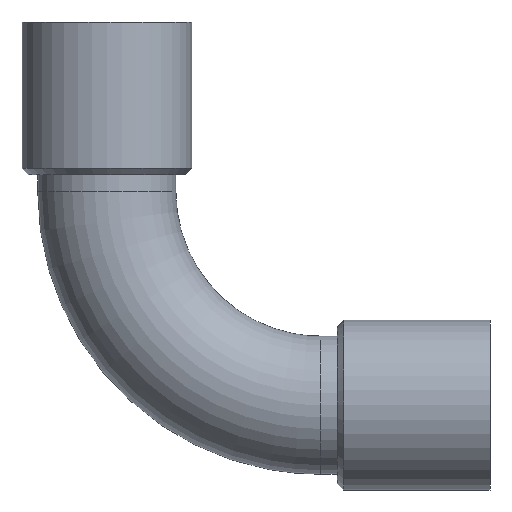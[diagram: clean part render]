
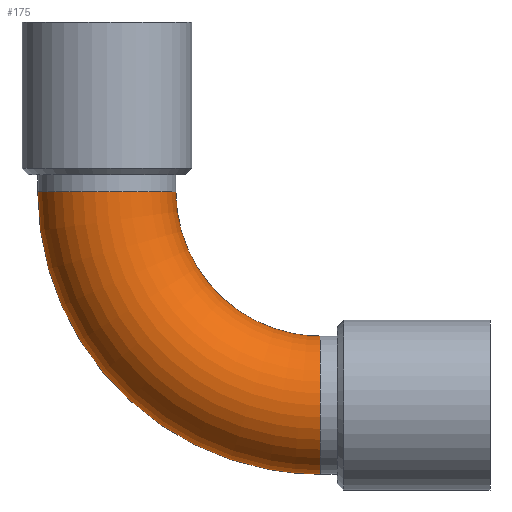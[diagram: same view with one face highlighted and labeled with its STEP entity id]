
A CAD part, left-side view. The second image highlights one B-rep face of the part: STEP entity #175.
In plain terms, the highlighted toroidal (fillet/blend) face has major radius 34 mm and minor radius 11 mm.
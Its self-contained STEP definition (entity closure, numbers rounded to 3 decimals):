
#20=TOROIDAL_SURFACE('',#217,34.,11.);
#55=ORIENTED_EDGE('',*,*,#63,.F.);
#56=ORIENTED_EDGE('',*,*,#67,.T.);
#63=EDGE_CURVE('',#77,#77,#91,.T.);
#67=EDGE_CURVE('',#81,#81,#95,.T.);
#77=VERTEX_POINT('',#298);
#81=VERTEX_POINT('',#309);
#91=CIRCLE('',#201,11.);
#95=CIRCLE('',#208,11.);
#125=EDGE_LOOP('',(#55));
#126=EDGE_LOOP('',(#56));
#153=FACE_BOUND('',#125,.T.);
#154=FACE_BOUND('',#126,.T.);
#175=ADVANCED_FACE('',(#153,#154),#20,.T.);
#201=AXIS2_PLACEMENT_3D('',#297,#244,#245);
#208=AXIS2_PLACEMENT_3D('',#308,#258,#259);
#217=AXIS2_PLACEMENT_3D('',#321,#276,#277);
#244=DIRECTION('',(0.,0.,1.));
#245=DIRECTION('',(0.,-1.,0.));
#258=DIRECTION('',(0.,1.,0.));
#259=DIRECTION('',(1.,0.,0.));
#276=DIRECTION('',(-1.,0.,0.));
#277=DIRECTION('',(0.,0.,1.));
#297=CARTESIAN_POINT('',(0.,34.,34.));
#298=CARTESIAN_POINT('',(0.,23.,34.));
#308=CARTESIAN_POINT('',(0.,0.,0.));
#309=CARTESIAN_POINT('',(11.,0.,0.));
#321=CARTESIAN_POINT('',(0.,0.,34.));
